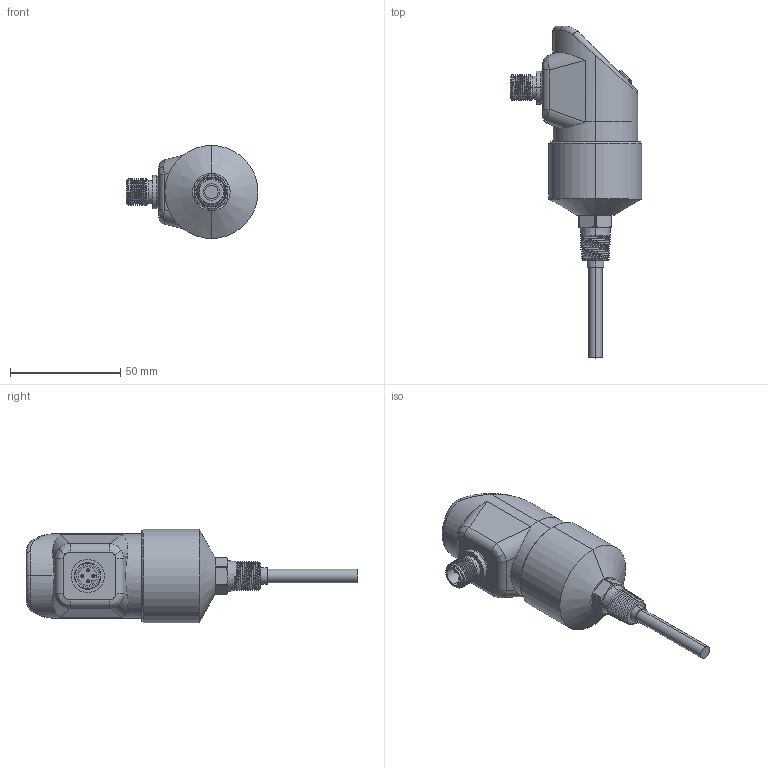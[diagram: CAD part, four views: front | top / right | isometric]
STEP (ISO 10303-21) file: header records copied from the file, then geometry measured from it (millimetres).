
FILE_DESCRIPTION (( 'STEP AP214' ), '1' );
FILE_NAME ('ETS25N-50-1001.STEP', '2017-03-08T14:28:30', ( '' ), ( '' ), 'SwSTEP 2.0', 'SolidWorks 2016', '' );
FILE_SCHEMA (( 'AUTOMOTIVE_DESIGN' ));
Length unit declared in the file: millimetre
Products named in the file (1): ETS25N-50-1001
Bounding box: 59.95 x 150.8 x 42.3 mm (x, y, z)
Volume: 102224 mm3; surface area: 18435.4 mm2
Topology: 2 solids, 3 shells, 323 faces, 750 edges, 470 vertices
Faces by surface type: plane 138, cylinder 95, bspline 44, cone 22, torus 20, sphere 4
Entity records: 15522 total; most frequent: CARTESIAN_POINT 6908, ORIENTED_EDGE 1492, DIRECTION 1336, EDGE_CURVE 746, AXIS2_PLACEMENT_3D 482, VERTEX_POINT 470, LINE 372, VECTOR 372
